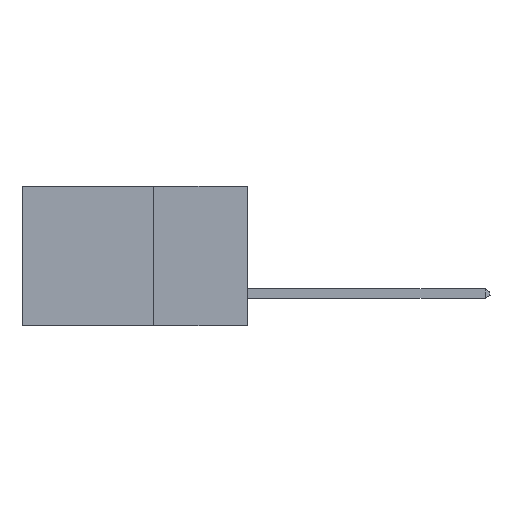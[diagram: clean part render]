
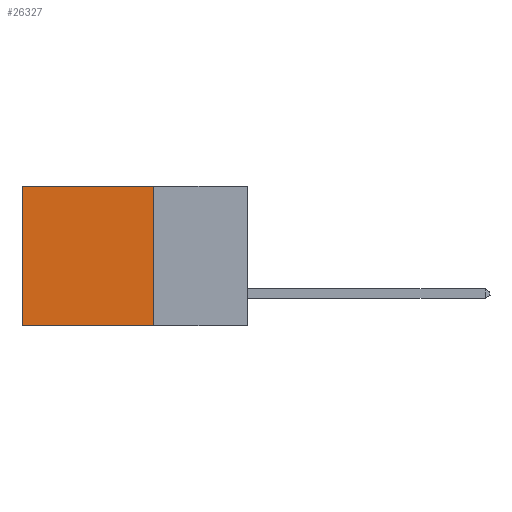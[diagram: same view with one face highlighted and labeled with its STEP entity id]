
A CAD part, left-side view. The second image highlights one B-rep face of the part: STEP entity #26327.
In plain terms, the highlighted planar face has unit normal (-1, 0, 0).
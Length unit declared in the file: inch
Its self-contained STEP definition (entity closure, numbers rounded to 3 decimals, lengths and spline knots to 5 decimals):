
#346 = EDGE_CURVE ( 'NONE', #1898, #9914, #2804, .T. ) ;
#379 = DIRECTION ( 'NONE',  ( 0., 0., -1. ) ) ;
#393 = LINE ( 'NONE', #12833, #18087 ) ;
#1898 = VERTEX_POINT ( 'NONE', #22733 ) ;
#2069 = DIRECTION ( 'NONE',  ( 0., 1., 0. ) ) ;
#2154 = ORIENTED_EDGE ( 'NONE', *, *, #3951, .T. ) ;
#2520 = LINE ( 'NONE', #25146, #25289 ) ;
#2804 = LINE ( 'NONE', #15114, #20382 ) ;
#3612 = CARTESIAN_POINT ( 'NONE',  ( 0.298, 0.25, 0. ) ) ;
#3951 = EDGE_CURVE ( 'NONE', #18842, #9914, #393, .T. ) ;
#4982 = PLANE ( 'NONE',  #6188 ) ;
#6121 = CARTESIAN_POINT ( 'NONE',  ( 0.298, 0.6, -0.37 ) ) ;
#6188 = AXIS2_PLACEMENT_3D ( 'NONE', #27516, #14303, #379 ) ;
#7557 = DIRECTION ( 'NONE',  ( 0., 0., -1. ) ) ;
#9499 = LINE ( 'NONE', #3612, #10943 ) ;
#9914 = VERTEX_POINT ( 'NONE', #6121 ) ;
#10943 = VECTOR ( 'NONE', #17417, 39.37008 ) ;
#11065 = VERTEX_POINT ( 'NONE', #12781 ) ;
#11322 = CARTESIAN_POINT ( 'NONE',  ( 0.298, 0.6, 0. ) ) ;
#12781 = CARTESIAN_POINT ( 'NONE',  ( 0.298, 0.25, 0. ) ) ;
#12833 = CARTESIAN_POINT ( 'NONE',  ( 0.298, 0.6, 0. ) ) ;
#14303 = DIRECTION ( 'NONE',  ( 1., 0., 0. ) ) ;
#15114 = CARTESIAN_POINT ( 'NONE',  ( 0.298, 0.25, -0.37 ) ) ;
#17417 = DIRECTION ( 'NONE',  ( 0., 0., -1. ) ) ;
#18087 = VECTOR ( 'NONE', #7557, 39.37008 ) ;
#18842 = VERTEX_POINT ( 'NONE', #11322 ) ;
#18915 = ORIENTED_EDGE ( 'NONE', *, *, #19895, .F. ) ;
#19287 = ORIENTED_EDGE ( 'NONE', *, *, #346, .F. ) ;
#19511 = EDGE_CURVE ( 'NONE', #11065, #18842, #2520, .T. ) ;
#19895 = EDGE_CURVE ( 'NONE', #11065, #1898, #9499, .T. ) ;
#20295 = ORIENTED_EDGE ( 'NONE', *, *, #19511, .T. ) ;
#20382 = VECTOR ( 'NONE', #2069, 39.37008 ) ;
#22733 = CARTESIAN_POINT ( 'NONE',  ( 0.298, 0.25, -0.37 ) ) ;
#25146 = CARTESIAN_POINT ( 'NONE',  ( 0.298, 0.25, 0. ) ) ;
#25289 = VECTOR ( 'NONE', #27367, 39.37008 ) ;
#26327 = ADVANCED_FACE ( 'NONE', ( #28546 ), #4982, .F. ) ;
#27367 = DIRECTION ( 'NONE',  ( 0., 1., 0. ) ) ;
#27516 = CARTESIAN_POINT ( 'NONE',  ( 0.298, 0.25, 0. ) ) ;
#28546 = FACE_OUTER_BOUND ( 'NONE', #29096, .T. ) ;
#29096 = EDGE_LOOP ( 'NONE', ( #2154, #19287, #18915, #20295 ) ) ;
